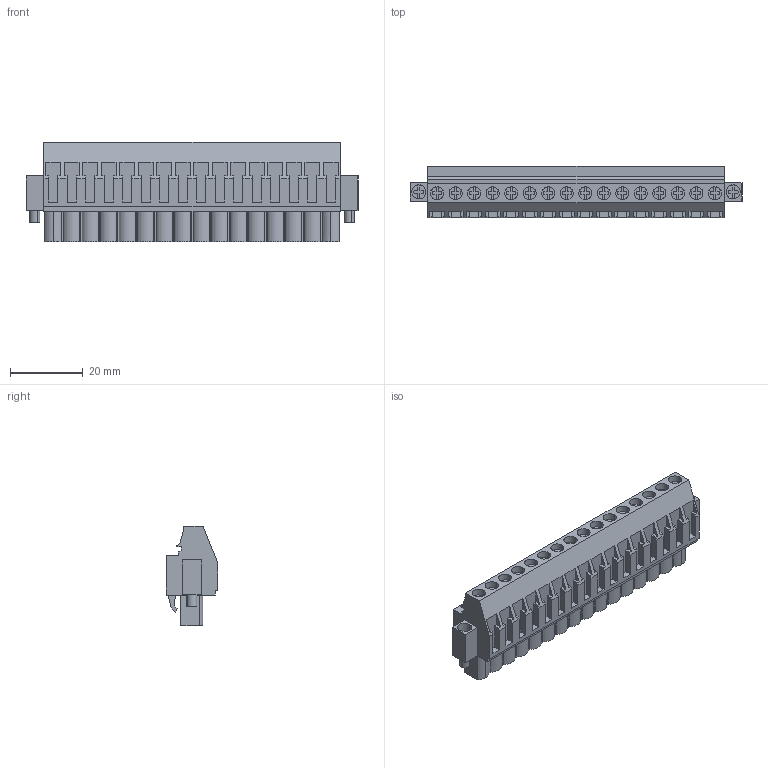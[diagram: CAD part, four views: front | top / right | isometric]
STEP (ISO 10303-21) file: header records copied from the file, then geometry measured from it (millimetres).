
FILE_DESCRIPTION(('CATIA V5 STEP','CAx-IF Rec.Pracs.--- Model Styling and Organization---1.2---2011-12-15'),'2;1');
FILE_NAME ('7246769_2_1949940000_1949940000.stp','2017-09-09T10:59:46+00:00',('none'),('Weidmueller'),'CATIA Version 5-6 Release 2014','CATIA V5 STEP AP214','none');
FILE_SCHEMA(('AUTOMOTIVE_DESIGN { 1 0 10303 214 1 1 1 1 }'));
Length unit declared in the file: millimetre
Products named in the file (1): 1949940000
Bounding box: 91.08 x 14.1 x 27.2 mm (x, y, z)
Volume: 18928.3 mm3; surface area: 11385.6 mm2
Topology: 19 solids, 19 shells, 1102 faces, 3035 edges, 2044 vertices
Faces by surface type: plane 936, cylinder 162, extrusion 4
Entity records: 33045 total; most frequent: CARTESIAN_POINT 6386, ORIENTED_EDGE 6070, DIRECTION 4461, EDGE_CURVE 3035, VECTOR 2635, LINE 2631, VERTEX_POINT 2044, EDGE_LOOP 1179
